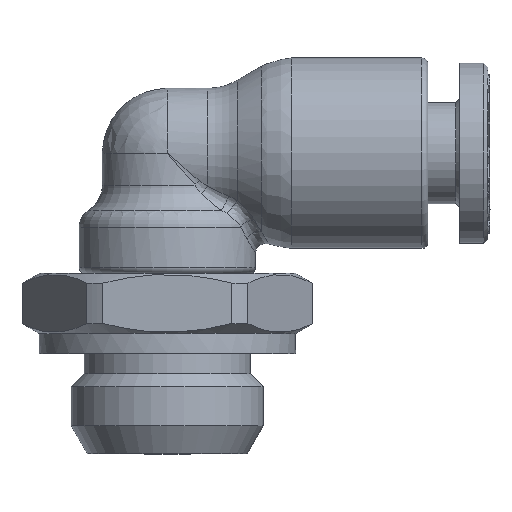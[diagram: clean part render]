
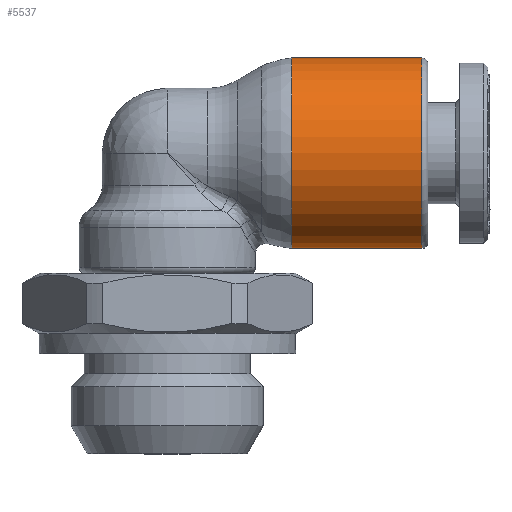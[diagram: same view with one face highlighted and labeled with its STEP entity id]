
A CAD part, top view. The second image highlights one B-rep face of the part: STEP entity #5537.
In plain terms, the highlighted cylindrical face has radius 4.75 mm (diameter 9.5 mm), a full revolution.
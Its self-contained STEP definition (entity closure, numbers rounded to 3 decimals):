
#54=CYLINDRICAL_SURFACE('',#5755,4.75);
#2031=ORIENTED_EDGE('',*,*,#2597,.T.);
#2032=ORIENTED_EDGE('',*,*,#2598,.T.);
#2597=EDGE_CURVE('',#2970,#2970,#3032,.T.);
#2598=EDGE_CURVE('',#2971,#2971,#3033,.T.);
#2970=VERTEX_POINT('',#11935);
#2971=VERTEX_POINT('',#11937);
#3032=CIRCLE('',#5756,4.75);
#3033=CIRCLE('',#5757,4.75);
#3298=EDGE_LOOP('',(#2031));
#3299=EDGE_LOOP('',(#2032));
#3578=FACE_BOUND('',#3298,.T.);
#3579=FACE_BOUND('',#3299,.T.);
#5537=ADVANCED_FACE('',(#3578,#3579),#54,.T.);
#5755=AXIS2_PLACEMENT_3D('',#11933,#6504,#6505);
#5756=AXIS2_PLACEMENT_3D('',#11934,#6506,#6507);
#5757=AXIS2_PLACEMENT_3D('',#11936,#6508,#6509);
#6504=DIRECTION('',(-1.,0.,0.));
#6505=DIRECTION('',(0.,0.,1.));
#6506=DIRECTION('',(1.,0.,0.));
#6507=DIRECTION('',(0.,0.,-1.));
#6508=DIRECTION('',(-1.,0.,0.));
#6509=DIRECTION('',(0.,0.,1.));
#11933=CARTESIAN_POINT('',(-3.45,0.,0.));
#11934=CARTESIAN_POINT('',(6.202,0.,0.));
#11935=CARTESIAN_POINT('',(6.202,0.,-4.75));
#11936=CARTESIAN_POINT('',(12.7,0.,0.));
#11937=CARTESIAN_POINT('',(12.7,0.,4.75));
